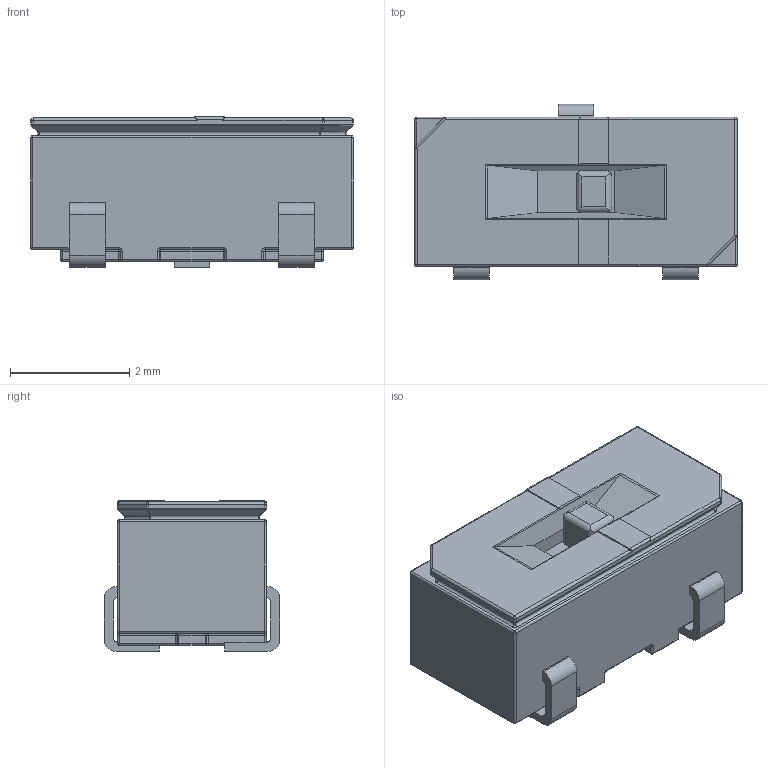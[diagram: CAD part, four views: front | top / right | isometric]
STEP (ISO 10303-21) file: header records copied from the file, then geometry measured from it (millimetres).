
FILE_DESCRIPTION(/* description */ (''),/* implementation_level */ '2;1');
FILE_NAME(/* name */ 'Nidec Copal - CJS-J Lead.step',/* time_stamp */ '2019-12-06T12:50:01+00:00',/* author */ (''),/* organization */ (''),/* preprocessor_version */ 'ST-DEVELOPER v18',/* originating_system */ 'Autodesk Translation Framework v8.12.0.6',/* authorisation */ '');
FILE_SCHEMA (('AUTOMOTIVE_DESIGN { 1 0 10303 214 3 1 1 }'));
Length unit declared in the file: millimetre
Products named in the file (1): Nidec Copal - CJS-J Lead
Bounding box: 5.4 x 2.95 x 2.52 mm (x, y, z)
Volume: 30.3 mm3; surface area: 77.4 mm2
Topology: 1 solids, 1 shells, 294 faces, 669 edges, 381 vertices
Faces by surface type: cylinder 139, plane 89, sphere 40, torus 20, bspline 6
Entity records: 8461 total; most frequent: CARTESIAN_POINT 1632, DIRECTION 1528, ORIENTED_EDGE 1338, EDGE_CURVE 669, AXIS2_PLACEMENT_3D 579, VERTEX_POINT 381, LINE 370, VECTOR 370
